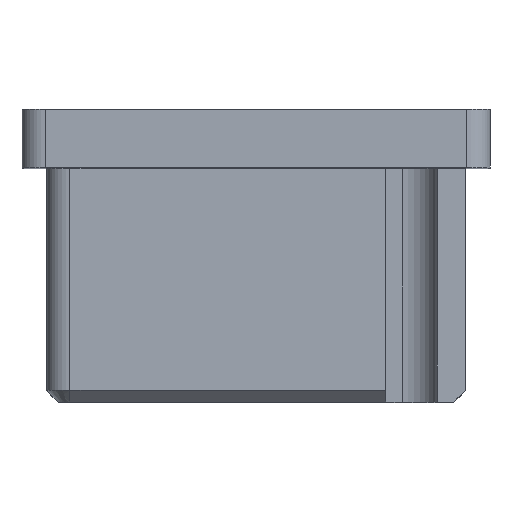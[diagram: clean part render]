
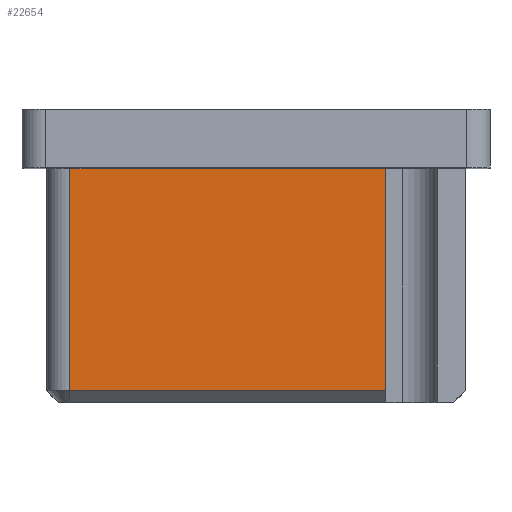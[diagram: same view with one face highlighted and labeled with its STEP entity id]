
A CAD part, top view. The second image highlights one B-rep face of the part: STEP entity #22654.
In plain terms, the highlighted planar face has unit normal (0, 0, 1).
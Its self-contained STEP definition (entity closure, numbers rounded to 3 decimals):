
#999 = CARTESIAN_POINT ( 'NONE',  ( -15.9, 0., 12.9 ) ) ;
#1740 = VERTEX_POINT ( 'NONE', #24196 ) ;
#3287 = LINE ( 'NONE', #21993, #14168 ) ;
#3855 = AXIS2_PLACEMENT_3D ( 'NONE', #11269, #20191, #11635 ) ;
#4022 = VERTEX_POINT ( 'NONE', #999 ) ;
#4152 = ORIENTED_EDGE ( 'NONE', *, *, #4233, .T. ) ;
#4233 = EDGE_CURVE ( 'NONE', #4022, #19487, #3287, .T. ) ;
#4518 = DIRECTION ( 'NONE',  ( 0., -1., 0. ) ) ;
#4818 = DIRECTION ( 'NONE',  ( -1., 0., 0. ) ) ;
#4819 = PLANE ( 'NONE',  #3855 ) ;
#9093 = ORIENTED_EDGE ( 'NONE', *, *, #28230, .T. ) ;
#9953 = CARTESIAN_POINT ( 'NONE',  ( -15.9, -19., 12.9 ) ) ;
#10894 = FACE_OUTER_BOUND ( 'NONE', #21649, .T. ) ;
#10969 = ORIENTED_EDGE ( 'NONE', *, *, #14997, .T. ) ;
#11057 = CARTESIAN_POINT ( 'NONE',  ( 11.1, -19., 12.9 ) ) ;
#11269 = CARTESIAN_POINT ( 'NONE',  ( -17.9, -20., 12.9 ) ) ;
#11635 = DIRECTION ( 'NONE',  ( -1., 0., 0. ) ) ;
#12128 = VECTOR ( 'NONE', #19334, 1000. ) ;
#12773 = CARTESIAN_POINT ( 'NONE',  ( 11.1, -20., 12.9 ) ) ;
#14168 = VECTOR ( 'NONE', #4518, 1000. ) ;
#14997 = EDGE_CURVE ( 'NONE', #1740, #24155, #22677, .T. ) ;
#19334 = DIRECTION ( 'NONE',  ( 0., 1., 0. ) ) ;
#19487 = VERTEX_POINT ( 'NONE', #9953 ) ;
#20191 = DIRECTION ( 'NONE',  ( 0., 0., -1. ) ) ;
#20421 = ORIENTED_EDGE ( 'NONE', *, *, #27946, .T. ) ;
#21649 = EDGE_LOOP ( 'NONE', ( #4152, #9093, #10969, #20421 ) ) ;
#21750 = VECTOR ( 'NONE', #4818, 1000. ) ;
#21788 = CARTESIAN_POINT ( 'NONE',  ( 11.1, 0., 12.9 ) ) ;
#21802 = DIRECTION ( 'NONE',  ( 1., 0., 0. ) ) ;
#21993 = CARTESIAN_POINT ( 'NONE',  ( -15.9, -20., 12.9 ) ) ;
#22203 = CARTESIAN_POINT ( 'NONE',  ( -17.9, 0., 12.9 ) ) ;
#22654 = ADVANCED_FACE ( 'NONE', ( #10894 ), #4819, .F. ) ;
#22677 = LINE ( 'NONE', #12773, #12128 ) ;
#24155 = VERTEX_POINT ( 'NONE', #21788 ) ;
#24196 = CARTESIAN_POINT ( 'NONE',  ( 11.1, -19., 12.9 ) ) ;
#25156 = VECTOR ( 'NONE', #21802, 1000. ) ;
#25834 = LINE ( 'NONE', #11057, #25156 ) ;
#25865 = LINE ( 'NONE', #22203, #21750 ) ;
#27946 = EDGE_CURVE ( 'NONE', #24155, #4022, #25865, .T. ) ;
#28230 = EDGE_CURVE ( 'NONE', #19487, #1740, #25834, .T. ) ;
